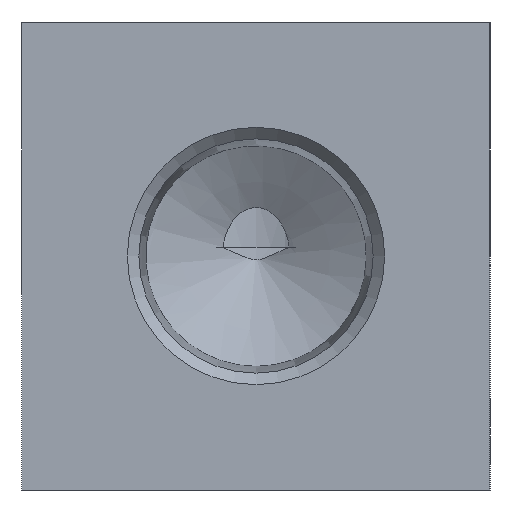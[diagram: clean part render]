
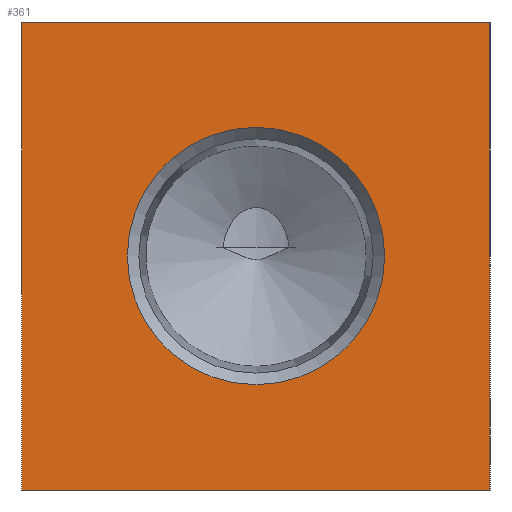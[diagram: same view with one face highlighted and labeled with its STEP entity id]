
A CAD part, left-side view. The second image highlights one B-rep face of the part: STEP entity #361.
In plain terms, the highlighted planar face has unit normal (-1, 0, 0).
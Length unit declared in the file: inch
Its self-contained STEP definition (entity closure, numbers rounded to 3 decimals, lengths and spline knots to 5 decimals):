
#361 = ADVANCED_FACE( '', ( #781, #782 ), #783, .F. );
#781 = FACE_BOUND( '', #1243, .T. );
#782 = FACE_OUTER_BOUND( '', #1244, .T. );
#783 = PLANE( '', #1245 );
#1243 = EDGE_LOOP( '', ( #2320 ) );
#1244 = EDGE_LOOP( '', ( #2321, #2322, #2323, #2324 ) );
#1245 = AXIS2_PLACEMENT_3D( '', #2325, #2326, #2327 );
#2320 = ORIENTED_EDGE( '', *, *, #3050, .T. );
#2321 = ORIENTED_EDGE( '', *, *, #3030, .F. );
#2322 = ORIENTED_EDGE( '', *, *, #3051, .F. );
#2323 = ORIENTED_EDGE( '', *, *, #2859, .F. );
#2324 = ORIENTED_EDGE( '', *, *, #3052, .F. );
#2325 = CARTESIAN_POINT( '', ( 0., 0., 0. ) );
#2326 = DIRECTION( '', ( 1., 0., 0. ) );
#2327 = DIRECTION( '', ( 0., 0., -1. ) );
#2859 = EDGE_CURVE( '', #3515, #3516, #3517, .T. );
#3030 = EDGE_CURVE( '', #3740, #3741, #3742, .T. );
#3050 = EDGE_CURVE( '', #3767, #3767, #3768, .T. );
#3051 = EDGE_CURVE( '', #3516, #3740, #3769, .T. );
#3052 = EDGE_CURVE( '', #3741, #3515, #3770, .T. );
#3515 = VERTEX_POINT( '', #4416 );
#3516 = VERTEX_POINT( '', #4417 );
#3517 = LINE( '', #4418, #4419 );
#3740 = VERTEX_POINT( '', #4785 );
#3741 = VERTEX_POINT( '', #4786 );
#3742 = LINE( '', #4787, #4788 );
#3767 = VERTEX_POINT( '', #4819 );
#3768 = CIRCLE( '', #4820, 0.54977 );
#3769 = LINE( '', #4821, #4822 );
#3770 = LINE( '', #4823, #4824 );
#4416 = CARTESIAN_POINT( '', ( 0., 0., 2. ) );
#4417 = CARTESIAN_POINT( '', ( 0., 0., 0. ) );
#4418 = CARTESIAN_POINT( '', ( 0., 0., 2. ) );
#4419 = VECTOR( '', #5213, 39.37008 );
#4785 = CARTESIAN_POINT( '', ( 0., 2., 0. ) );
#4786 = CARTESIAN_POINT( '', ( 0., 2., 2. ) );
#4787 = CARTESIAN_POINT( '', ( 0., 2., 0. ) );
#4788 = VECTOR( '', #5384, 39.37008 );
#4819 = CARTESIAN_POINT( '', ( 0., 1., 0.45023 ) );
#4820 = AXIS2_PLACEMENT_3D( '', #5400, #5401, #5402 );
#4821 = CARTESIAN_POINT( '', ( 0., 0., 0. ) );
#4822 = VECTOR( '', #5403, 39.37008 );
#4823 = CARTESIAN_POINT( '', ( 0., 2., 2. ) );
#4824 = VECTOR( '', #5404, 39.37008 );
#5213 = DIRECTION( '', ( 0., 0., -1. ) );
#5384 = DIRECTION( '', ( 0., 0., 1. ) );
#5400 = CARTESIAN_POINT( '', ( 0., 1., 1. ) );
#5401 = DIRECTION( '', ( 1., 0., 0. ) );
#5402 = DIRECTION( '', ( 0., 0., -1. ) );
#5403 = DIRECTION( '', ( 0., 1., 0. ) );
#5404 = DIRECTION( '', ( 0., -1., 0. ) );
